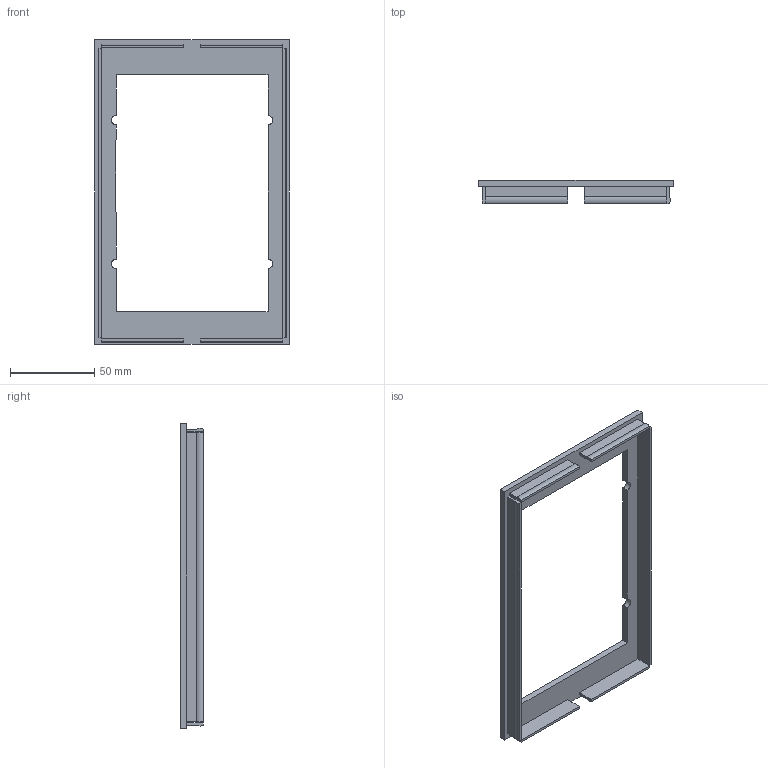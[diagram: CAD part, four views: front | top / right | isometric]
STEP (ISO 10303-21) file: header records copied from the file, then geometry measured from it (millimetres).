
FILE_DESCRIPTION(/* description */ (''),/* implementation_level */ '2;1');
FILE_NAME(/* name */ 'Tape_box_wire.step',/* time_stamp */ '2023-02-15T18:58:36+01:00',/* author */ (''),/* organization */ (''),/* preprocessor_version */ 'ST-DEVELOPER v19.2',/* originating_system */ 'Autodesk Translation Framework v11.17.0.187',/* authorisation */ '');
FILE_SCHEMA (('AUTOMOTIVE_DESIGN { 1 0 10303 214 3 1 1 }'));
Length unit declared in the file: millimetre
Products named in the file (1): PolyFormer_10_29_2022
Bounding box: 115 x 13.6 x 180 mm (x, y, z)
Volume: 37711.4 mm3; surface area: 30947.1 mm2
Topology: 1 solids, 1 shells, 58 faces, 150 edges, 100 vertices
Faces by surface type: plane 46, cylinder 12
Entity records: 1830 total; most frequent: CARTESIAN_POINT 309, ORIENTED_EDGE 300, DIRECTION 292, EDGE_CURVE 150, LINE 126, VECTOR 126, VERTEX_POINT 100, AXIS2_PLACEMENT_3D 83
